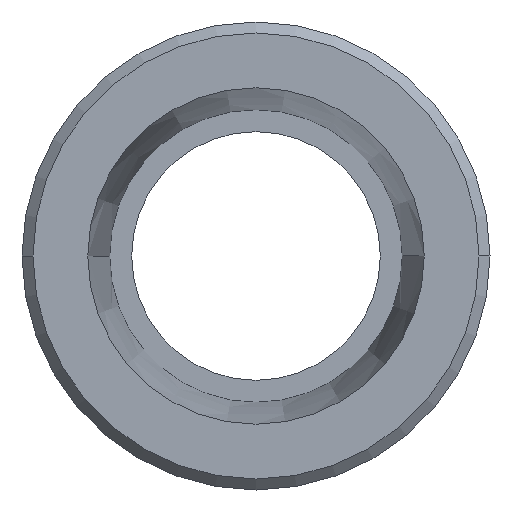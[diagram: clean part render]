
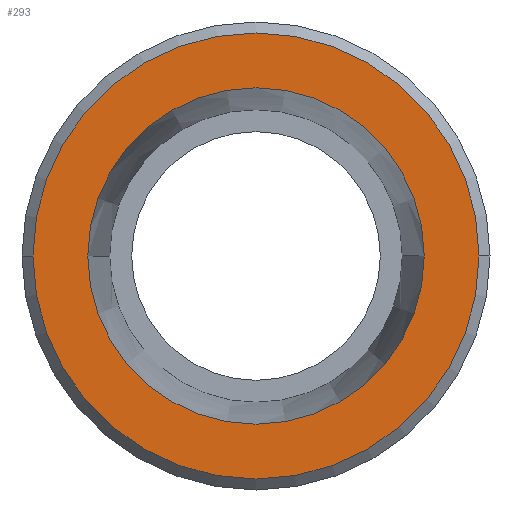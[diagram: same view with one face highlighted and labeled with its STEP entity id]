
A CAD part, left-side view. The second image highlights one B-rep face of the part: STEP entity #293.
In plain terms, the highlighted planar face has unit normal (-1, 0, 0).
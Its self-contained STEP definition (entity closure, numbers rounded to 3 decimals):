
#141 = VERTEX_POINT( '', #346 );
#143 = VERTEX_POINT( '', #348 );
#167 = EDGE_CURVE( '', #215, #143, #377, .T. );
#171 = EDGE_CURVE( '', #291, #141, #381, .T. );
#197 = EDGE_CURVE( '', #143, #215, #409, .T. );
#215 = VERTEX_POINT( '', #429 );
#267 = EDGE_CURVE( '', #141, #291, #489, .T. );
#291 = VERTEX_POINT( '', #515 );
#293 = ADVANCED_FACE( '', ( #517, #518 ), #519, .T. );
#346 = CARTESIAN_POINT( '', ( -28.5, -11.5, 0. ) );
#348 = CARTESIAN_POINT( '', ( -28.5, -15.25, 0. ) );
#377 = CIRCLE( '', #616, 15.25 );
#381 = CIRCLE( '', #623, 11.5 );
#409 = CIRCLE( '', #658, 15.25 );
#429 = CARTESIAN_POINT( '', ( -28.5, 15.25, 0. ) );
#489 = CIRCLE( '', #754, 11.5 );
#515 = CARTESIAN_POINT( '', ( -28.5, 11.5, 0. ) );
#517 = FACE_BOUND( '', #793, .T. );
#518 = FACE_OUTER_BOUND( '', #794, .T. );
#519 = PLANE( '', #795 );
#616 = AXIS2_PLACEMENT_3D( '', #883, #884, #885 );
#623 = AXIS2_PLACEMENT_3D( '', #887, #888, #889 );
#658 = AXIS2_PLACEMENT_3D( '', #914, #915, #916 );
#754 = AXIS2_PLACEMENT_3D( '', #1023, #1024, #1025 );
#793 = EDGE_LOOP( '', ( #1056, #1057 ) );
#794 = EDGE_LOOP( '', ( #1058, #1059 ) );
#795 = AXIS2_PLACEMENT_3D( '', #1060, #1061, #1062 );
#883 = CARTESIAN_POINT( '', ( -28.5, 0., 0. ) );
#884 = DIRECTION( '', ( -1., 0., 0. ) );
#885 = DIRECTION( '', ( 0., 1., 0. ) );
#887 = CARTESIAN_POINT( '', ( -28.5, 0., 0. ) );
#888 = DIRECTION( '', ( -1., 0., 0. ) );
#889 = DIRECTION( '', ( 0., 1., 0. ) );
#914 = CARTESIAN_POINT( '', ( -28.5, 0., 0. ) );
#915 = DIRECTION( '', ( -1., 0., 0. ) );
#916 = DIRECTION( '', ( 0., 1., 0. ) );
#1023 = CARTESIAN_POINT( '', ( -28.5, 0., 0. ) );
#1024 = DIRECTION( '', ( -1., 0., 0. ) );
#1025 = DIRECTION( '', ( 0., 1., 0. ) );
#1056 = ORIENTED_EDGE( '', *, *, #171, .F. );
#1057 = ORIENTED_EDGE( '', *, *, #267, .F. );
#1058 = ORIENTED_EDGE( '', *, *, #167, .T. );
#1059 = ORIENTED_EDGE( '', *, *, #197, .T. );
#1060 = CARTESIAN_POINT( '', ( -28.5, 13.375, 0. ) );
#1061 = DIRECTION( '', ( -1., 0., 0. ) );
#1062 = DIRECTION( '', ( 0., 1., 0. ) );
